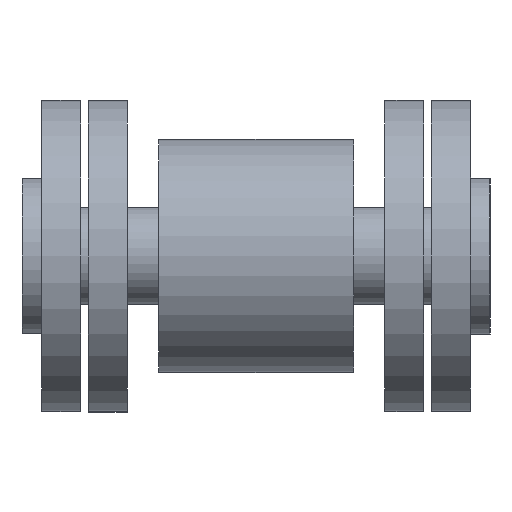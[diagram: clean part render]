
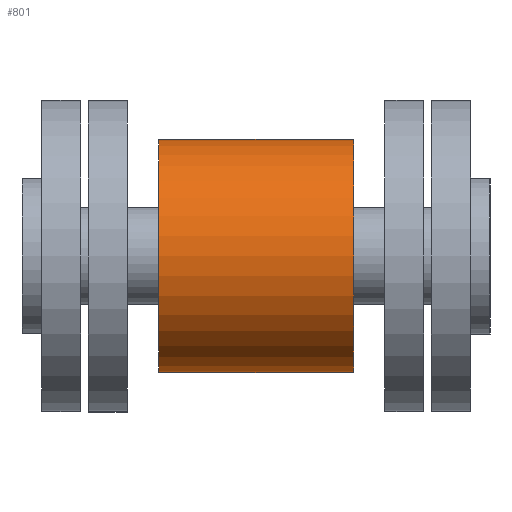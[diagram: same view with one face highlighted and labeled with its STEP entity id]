
A CAD part, left-side view. The second image highlights one B-rep face of the part: STEP entity #801.
In plain terms, the highlighted cylindrical face has radius 3 mm (diameter 6 mm), a full revolution.
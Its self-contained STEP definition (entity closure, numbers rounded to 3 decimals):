
#774=CARTESIAN_POINT('',(0.0,0.0,0.0));
#775=DIRECTION('',(0.0,0.0,1.0));
#776=DIRECTION('',(-1.0,0.0,0.0));
#777=AXIS2_PLACEMENT_3D('',#774,#775,#776);
#778=CYLINDRICAL_SURFACE('',#777,3.);
#779=CARTESIAN_POINT('',(3.,0.,5.0));
#780=VERTEX_POINT('',#779);
#781=CARTESIAN_POINT('',(0.0,0.0,5.0));
#782=DIRECTION('',(0.0,0.0,-1.0));
#783=DIRECTION('',(-1.0,0.0,0.0));
#784=AXIS2_PLACEMENT_3D('',#781,#782,#783);
#785=CIRCLE('',#784,3.);
#786=EDGE_CURVE('',#780,#780,#785,.T.);
#787=ORIENTED_EDGE('',*,*,#786,.T.);
#788=EDGE_LOOP('',(#787));
#789=FACE_OUTER_BOUND('',#788,.T.);
#790=CARTESIAN_POINT('',(3.,0.,0.0));
#791=VERTEX_POINT('',#790);
#792=CARTESIAN_POINT('',(0.0,0.0,0.0));
#793=DIRECTION('',(0.0,0.0,-1.0));
#794=DIRECTION('',(-1.0,0.0,0.0));
#795=AXIS2_PLACEMENT_3D('',#792,#793,#794);
#796=CIRCLE('',#795,3.);
#797=EDGE_CURVE('',#791,#791,#796,.T.);
#798=ORIENTED_EDGE('',*,*,#797,.F.);
#799=EDGE_LOOP('',(#798));
#800=FACE_BOUND('',#799,.T.);
#801=ADVANCED_FACE('',(#789,#800),#778,.T.);
